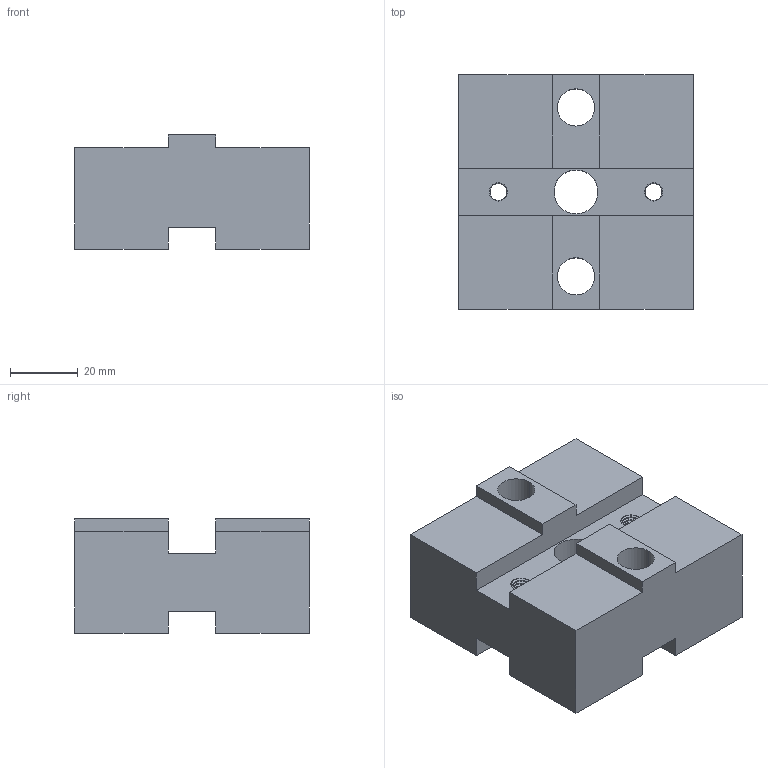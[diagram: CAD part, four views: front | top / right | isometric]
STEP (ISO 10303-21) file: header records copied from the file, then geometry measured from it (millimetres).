
FILE_DESCRIPTION(('STEP AP214'),'1');
FILE_NAME(' ',' ',('TraceParts'),('TraceParts S.A.'),'XStep 1.0',' ',' ');
FILE_SCHEMA(('automotive_design'));
Length unit declared in the file: millimetre
Products named in the file (1): 1
Bounding box: 69.5 x 69.5 x 33.8 mm (x, y, z)
Volume: 122380.6 mm3; surface area: 23269.2 mm2
Topology: 1 solids, 1 shells, 392 faces, 818 edges, 428 vertices
Faces by surface type: torus 144, cone 144, cylinder 74, plane 30
Entity records: 19652 total; most frequent: DIRECTION 2120, STYLED_ITEM 1639, PRESENTATION_STYLE_ASSIGNMENT 1639, CARTESIAN_POINT 1639, COLOUR_RGB 1639, ORIENTED_EDGE 1636, AXIS2_PLACEMENT_3D 909, EDGE_CURVE 818
